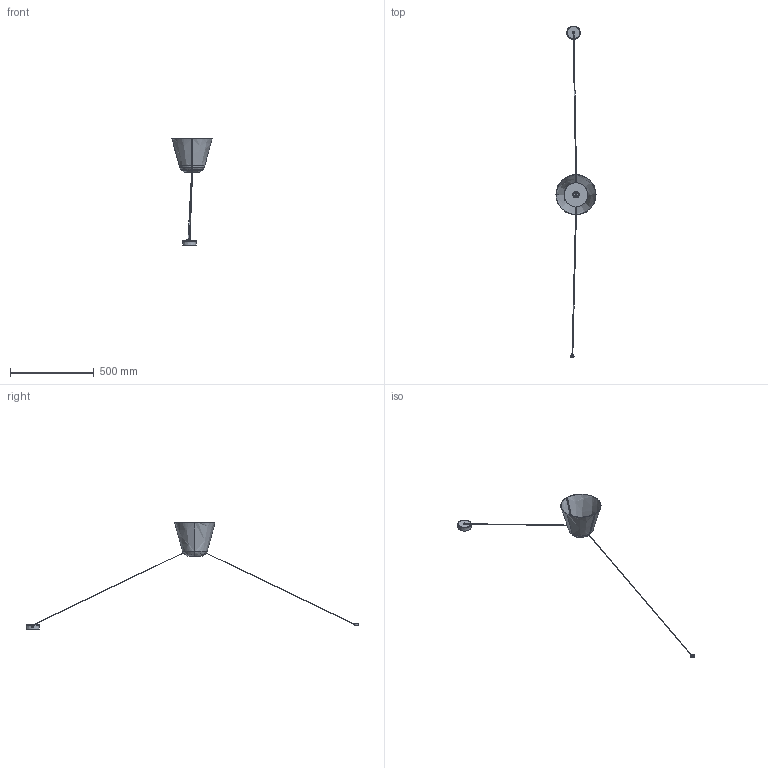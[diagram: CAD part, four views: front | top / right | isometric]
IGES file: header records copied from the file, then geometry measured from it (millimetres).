
Start section: SolidWorks IGES file using analytic representation for surfaces
Global section: file name: 00-7393.IGS; native system: SolidWorks 2018; preprocessor: SolidWorks 2018; author: dromero; date: 181023.112622; units: millimetre
Bounding box: 240 x 1983.81 x 634.58 mm (x, y, z)
Surface area: 366421.6 mm2 (no closed solid volume)
Topology: 0 solids, 0 shells, 447 faces, 6598 edges, 6592 vertices
Faces by surface type: bspline 256, revolution 191
